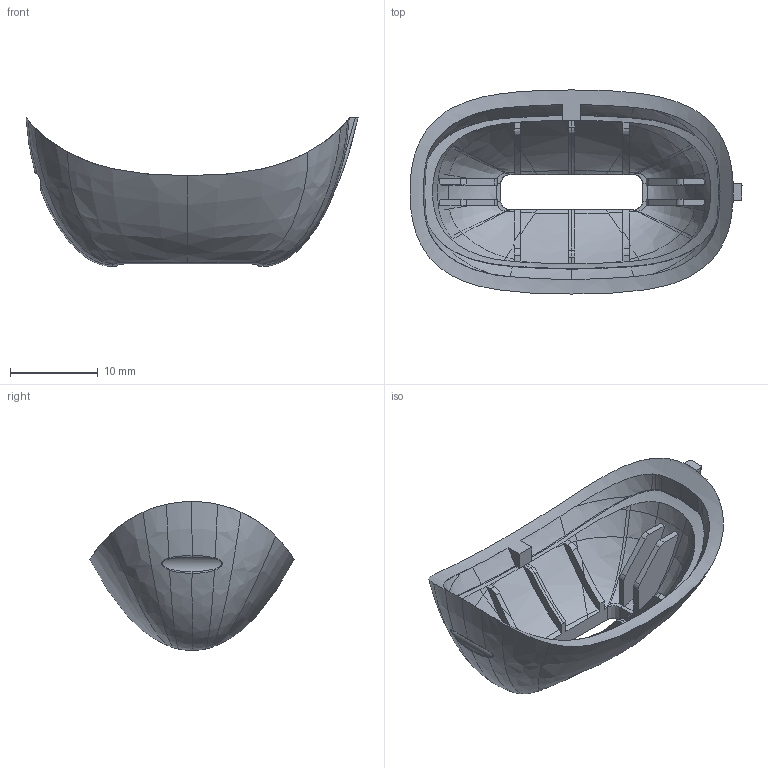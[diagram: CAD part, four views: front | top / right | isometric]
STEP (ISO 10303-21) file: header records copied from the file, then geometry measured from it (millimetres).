
FILE_DESCRIPTION(('STEP AP214'),'1');
FILE_NAME('Nez T2 16,2x4.stp','2016-05-13T14:27:06',(' '),(' '),'Spatial InterOp 3D',' ',' ');
FILE_SCHEMA(('automotive_design'));
Length unit declared in the file: millimetre
Products named in the file (1): Nez T2 16,2x4
Bounding box: 37.89 x 23.29 x 17 mm (x, y, z)
Volume: 2059 mm3; surface area: 2826.9 mm2
Topology: 1 solids, 1 shells, 262 faces, 674 edges, 414 vertices
Faces by surface type: bspline 196, plane 41, extrusion 15, cylinder 10
Entity records: 18785 total; most frequent: CARTESIAN_POINT 12000, ORIENTED_EDGE 1348, EDGE_CURVE 674, B_SPLINE_CURVE_WITH_KNOTS 538, VERTEX_POINT 414, DIRECTION 294, EDGE_LOOP 264, STYLED_ITEM 262
